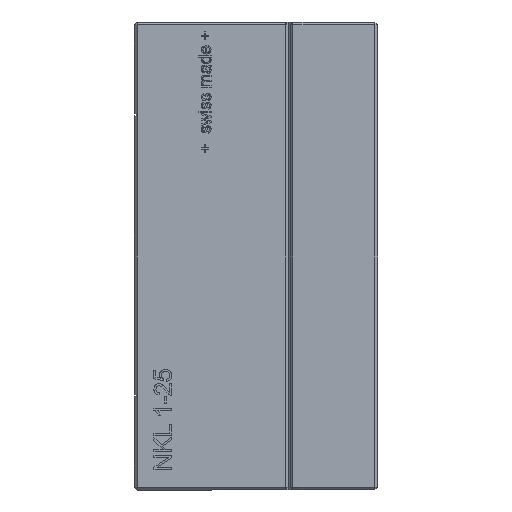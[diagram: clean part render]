
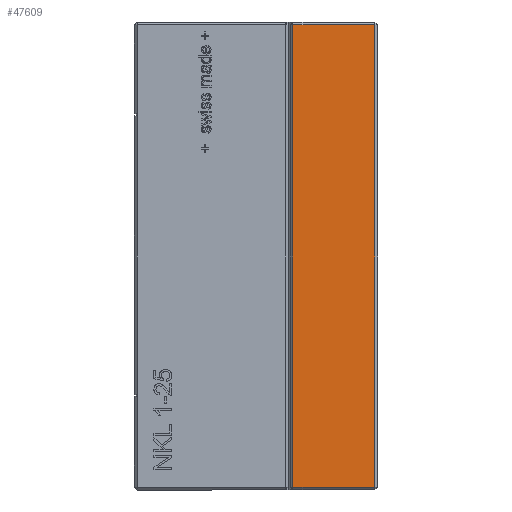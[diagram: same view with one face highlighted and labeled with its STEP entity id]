
A CAD part, left-side view. The second image highlights one B-rep face of the part: STEP entity #47609.
In plain terms, the highlighted planar face has unit normal (-1, 0, 0).
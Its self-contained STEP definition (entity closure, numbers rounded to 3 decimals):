
#45730 = PLANE('',#45731);
#45731 = AXIS2_PLACEMENT_3D('',#45732,#45733,#45734);
#45732 = CARTESIAN_POINT('',(-14.925,4.605,0.));
#45733 = DIRECTION('',(0.707,-0.707,0.));
#45734 = DIRECTION('',(0.,0.,1.));
#45962 = PLANE('',#45963);
#45963 = AXIS2_PLACEMENT_3D('',#45964,#45965,#45966);
#45964 = CARTESIAN_POINT('',(-14.925,0.,0.075));
#45965 = DIRECTION('',(0.707,0.,
    0.707));
#45966 = DIRECTION('',(0.,-1.,0.));
#46264 = PLANE('',#46265);
#46265 = AXIS2_PLACEMENT_3D('',#46266,#46267,#46268);
#46266 = CARTESIAN_POINT('',(-14.925,0.,24.925));
#46267 = DIRECTION('',(-0.707,0.,0.707));
#46268 = DIRECTION('',(0.,-1.,0.));
#46583 = VERTEX_POINT('',#46584);
#46584 = CARTESIAN_POINT('',(-15.,4.53,24.85));
#46605 = EDGE_CURVE('',#46606,#46583,#46608,.T.);
#46606 = VERTEX_POINT('',#46607);
#46607 = CARTESIAN_POINT('',(-15.,4.53,0.15));
#46608 = SURFACE_CURVE('',#46609,(#46613,#46620),.PCURVE_S1.);
#46609 = LINE('',#46610,#46611);
#46610 = CARTESIAN_POINT('',(-15.,4.53,0.));
#46611 = VECTOR('',#46612,1.);
#46612 = DIRECTION('',(0.,0.,1.));
#46613 = PCURVE('',#45730,#46614);
#46614 = DEFINITIONAL_REPRESENTATION('',(#46615),#46619);
#46615 = LINE('',#46616,#46617);
#46616 = CARTESIAN_POINT('',(0.,0.106));
#46617 = VECTOR('',#46618,1.);
#46618 = DIRECTION('',(1.,0.));
#46619 = ( GEOMETRIC_REPRESENTATION_CONTEXT(2) 
PARAMETRIC_REPRESENTATION_CONTEXT() REPRESENTATION_CONTEXT('2D SPACE',''
  ) );
#46620 = PCURVE('',#46621,#46626);
#46621 = PLANE('',#46622);
#46622 = AXIS2_PLACEMENT_3D('',#46623,#46624,#46625);
#46623 = CARTESIAN_POINT('',(-15.,0.,0.));
#46624 = DIRECTION('',(-1.,0.,0.));
#46625 = DIRECTION('',(0.,1.,0.));
#46626 = DEFINITIONAL_REPRESENTATION('',(#46627),#46631);
#46627 = LINE('',#46628,#46629);
#46628 = CARTESIAN_POINT('',(4.53,0.));
#46629 = VECTOR('',#46630,1.);
#46630 = DIRECTION('',(0.,-1.));
#46631 = ( GEOMETRIC_REPRESENTATION_CONTEXT(2) 
PARAMETRIC_REPRESENTATION_CONTEXT() REPRESENTATION_CONTEXT('2D SPACE',''
  ) );
#46820 = VERTEX_POINT('',#46821);
#46821 = CARTESIAN_POINT('',(-15.,0.15,0.15));
#46847 = EDGE_CURVE('',#46820,#46606,#46848,.T.);
#46848 = SURFACE_CURVE('',#46849,(#46853,#46860),.PCURVE_S1.);
#46849 = LINE('',#46850,#46851);
#46850 = CARTESIAN_POINT('',(-15.,0.,0.15));
#46851 = VECTOR('',#46852,1.);
#46852 = DIRECTION('',(0.,1.,0.));
#46853 = PCURVE('',#45962,#46854);
#46854 = DEFINITIONAL_REPRESENTATION('',(#46855),#46859);
#46855 = LINE('',#46856,#46857);
#46856 = CARTESIAN_POINT('',(0.,-0.106));
#46857 = VECTOR('',#46858,1.);
#46858 = DIRECTION('',(-1.,0.));
#46859 = ( GEOMETRIC_REPRESENTATION_CONTEXT(2) 
PARAMETRIC_REPRESENTATION_CONTEXT() REPRESENTATION_CONTEXT('2D SPACE',''
  ) );
#46860 = PCURVE('',#46621,#46861);
#46861 = DEFINITIONAL_REPRESENTATION('',(#46862),#46866);
#46862 = LINE('',#46863,#46864);
#46863 = CARTESIAN_POINT('',(0.,-0.15));
#46864 = VECTOR('',#46865,1.);
#46865 = DIRECTION('',(1.,0.));
#46866 = ( GEOMETRIC_REPRESENTATION_CONTEXT(2) 
PARAMETRIC_REPRESENTATION_CONTEXT() REPRESENTATION_CONTEXT('2D SPACE',''
  ) );
#47304 = VERTEX_POINT('',#47305);
#47305 = CARTESIAN_POINT('',(-15.,0.15,24.85));
#47331 = EDGE_CURVE('',#47304,#46583,#47332,.T.);
#47332 = SURFACE_CURVE('',#47333,(#47337,#47344),.PCURVE_S1.);
#47333 = LINE('',#47334,#47335);
#47334 = CARTESIAN_POINT('',(-15.,0.,24.85));
#47335 = VECTOR('',#47336,1.);
#47336 = DIRECTION('',(0.,1.,0.));
#47337 = PCURVE('',#46264,#47338);
#47338 = DEFINITIONAL_REPRESENTATION('',(#47339),#47343);
#47339 = LINE('',#47340,#47341);
#47340 = CARTESIAN_POINT('',(0.,-0.106));
#47341 = VECTOR('',#47342,1.);
#47342 = DIRECTION('',(-1.,0.));
#47343 = ( GEOMETRIC_REPRESENTATION_CONTEXT(2) 
PARAMETRIC_REPRESENTATION_CONTEXT() REPRESENTATION_CONTEXT('2D SPACE',''
  ) );
#47344 = PCURVE('',#46621,#47345);
#47345 = DEFINITIONAL_REPRESENTATION('',(#47346),#47350);
#47346 = LINE('',#47347,#47348);
#47347 = CARTESIAN_POINT('',(0.,-24.85));
#47348 = VECTOR('',#47349,1.);
#47349 = DIRECTION('',(1.,0.));
#47350 = ( GEOMETRIC_REPRESENTATION_CONTEXT(2) 
PARAMETRIC_REPRESENTATION_CONTEXT() REPRESENTATION_CONTEXT('2D SPACE',''
  ) );
#47609 = ADVANCED_FACE('',(#47610),#46621,.T.);
#47610 = FACE_BOUND('',#47611,.T.);
#47611 = EDGE_LOOP('',(#47612,#47613,#47614,#47640));
#47612 = ORIENTED_EDGE('',*,*,#46605,.F.);
#47613 = ORIENTED_EDGE('',*,*,#46847,.F.);
#47614 = ORIENTED_EDGE('',*,*,#47615,.T.);
#47615 = EDGE_CURVE('',#46820,#47304,#47616,.T.);
#47616 = SURFACE_CURVE('',#47617,(#47621,#47628),.PCURVE_S1.);
#47617 = LINE('',#47618,#47619);
#47618 = CARTESIAN_POINT('',(-15.,0.15,0.));
#47619 = VECTOR('',#47620,1.);
#47620 = DIRECTION('',(0.,0.,1.));
#47621 = PCURVE('',#46621,#47622);
#47622 = DEFINITIONAL_REPRESENTATION('',(#47623),#47627);
#47623 = LINE('',#47624,#47625);
#47624 = CARTESIAN_POINT('',(0.15,0.));
#47625 = VECTOR('',#47626,1.);
#47626 = DIRECTION('',(0.,-1.));
#47627 = ( GEOMETRIC_REPRESENTATION_CONTEXT(2) 
PARAMETRIC_REPRESENTATION_CONTEXT() REPRESENTATION_CONTEXT('2D SPACE',''
  ) );
#47628 = PCURVE('',#47629,#47634);
#47629 = PLANE('',#47630);
#47630 = AXIS2_PLACEMENT_3D('',#47631,#47632,#47633);
#47631 = CARTESIAN_POINT('',(-14.925,0.075,0.));
#47632 = DIRECTION('',(0.707,0.707,0.
    ));
#47633 = DIRECTION('',(0.,0.,1.));
#47634 = DEFINITIONAL_REPRESENTATION('',(#47635),#47639);
#47635 = LINE('',#47636,#47637);
#47636 = CARTESIAN_POINT('',(0.,-0.106));
#47637 = VECTOR('',#47638,1.);
#47638 = DIRECTION('',(1.,0.));
#47639 = ( GEOMETRIC_REPRESENTATION_CONTEXT(2) 
PARAMETRIC_REPRESENTATION_CONTEXT() REPRESENTATION_CONTEXT('2D SPACE',''
  ) );
#47640 = ORIENTED_EDGE('',*,*,#47331,.T.);
